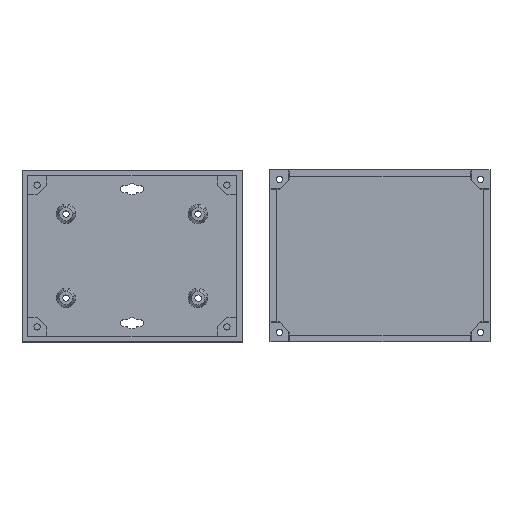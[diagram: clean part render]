
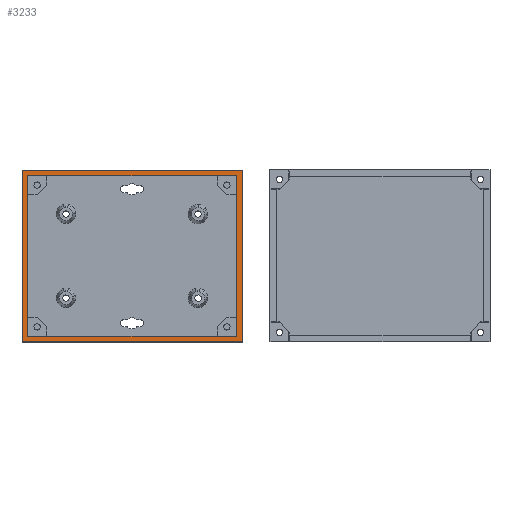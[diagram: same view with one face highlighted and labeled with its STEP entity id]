
A CAD part, top view. The second image highlights one B-rep face of the part: STEP entity #3233.
In plain terms, the highlighted planar face has unit normal (0, 0, 1).
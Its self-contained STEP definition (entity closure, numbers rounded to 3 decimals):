
#46=FACE_BOUND('',#5019,.T.);
#3233=ADVANCED_FACE('',(#4108,#46),#26231,.T.);
#4108=FACE_OUTER_BOUND('',#5018,.T.);
#5018=EDGE_LOOP('',(#8544,#8545,#8546,#8547));
#5019=EDGE_LOOP('',(#8548,#8549,#8550,#8551));
#8544=ORIENTED_EDGE('',*,*,#13624,.T.);
#8545=ORIENTED_EDGE('',*,*,#13628,.T.);
#8546=ORIENTED_EDGE('',*,*,#13627,.T.);
#8547=ORIENTED_EDGE('',*,*,#13626,.T.);
#8548=ORIENTED_EDGE('',*,*,#13625,.T.);
#8549=ORIENTED_EDGE('',*,*,#13631,.T.);
#8550=ORIENTED_EDGE('',*,*,#13630,.T.);
#8551=ORIENTED_EDGE('',*,*,#13629,.T.);
#13624=EDGE_CURVE('',#23784,#23788,#18704,.T.);
#13625=EDGE_CURVE('',#23785,#23791,#18705,.T.);
#13626=EDGE_CURVE('',#23786,#23784,#18706,.T.);
#13627=EDGE_CURVE('',#23787,#23786,#18707,.T.);
#13628=EDGE_CURVE('',#23788,#23787,#18708,.T.);
#13629=EDGE_CURVE('',#23789,#23785,#18709,.T.);
#13630=EDGE_CURVE('',#23790,#23789,#18710,.T.);
#13631=EDGE_CURVE('',#23791,#23790,#18711,.T.);
#18704=B_SPLINE_CURVE_WITH_KNOTS('',1,(#38427,#38428),.UNSPECIFIED.,.F.,
 .F.,(2,2),(0.,4.575),.UNSPECIFIED.);
#18705=B_SPLINE_CURVE_WITH_KNOTS('',1,(#38429,#38430,#38431,#38432),
 .UNSPECIFIED.,.F.,.F.,(2,1,1,2),(-27.764,-27.37,-23.819,
-23.425),.UNSPECIFIED.);
#18706=B_SPLINE_CURVE_WITH_KNOTS('',1,(#38433,#38434),.UNSPECIFIED.,.F.,
 .F.,(2,2),(12.724,16.299),.UNSPECIFIED.);
#18707=B_SPLINE_CURVE_WITH_KNOTS('',1,(#38435,#38436),.UNSPECIFIED.,.F.,
 .F.,(2,2),(8.15,12.724),.UNSPECIFIED.);
#18708=B_SPLINE_CURVE_WITH_KNOTS('',1,(#38437,#38438),.UNSPECIFIED.,.F.,
 .F.,(2,2),(4.575,8.15),.UNSPECIFIED.);
#18709=B_SPLINE_CURVE_WITH_KNOTS('',1,(#38439,#38440,#38441,#38442),
 .UNSPECIFIED.,.F.,.F.,(2,1,1,2),(-15.748,-15.354,-12.803,
-12.409),.UNSPECIFIED.);
#18710=B_SPLINE_CURVE_WITH_KNOTS('',1,(#38443,#38444,#38445,#38446),
 .UNSPECIFIED.,.F.,.F.,(2,1,1,2),(-20.087,-19.693,-16.142,
-15.748),.UNSPECIFIED.);
#18711=B_SPLINE_CURVE_WITH_KNOTS('',1,(#38447,#38448,#38449,#38450),
 .UNSPECIFIED.,.F.,.F.,(2,1,1,2),(-23.425,-23.031,-20.48,
-20.087),.UNSPECIFIED.);
#23784=VERTEX_POINT('',#38419);
#23785=VERTEX_POINT('',#38420);
#23786=VERTEX_POINT('',#38421);
#23787=VERTEX_POINT('',#38422);
#23788=VERTEX_POINT('',#38423);
#23789=VERTEX_POINT('',#38424);
#23790=VERTEX_POINT('',#38425);
#23791=VERTEX_POINT('',#38426);
#26231=PLANE('',#27126);
#27126=AXIS2_PLACEMENT_3D('',#38418,#28004,$);
#28004=DIRECTION('',(0.,0.,1.));
#38418=CARTESIAN_POINT('',(0.,0.,43.));
#38419=CARTESIAN_POINT('',(0.,0.,43.));
#38420=CARTESIAN_POINT('',(3.,87.8,43.));
#38421=CARTESIAN_POINT('',(0.,90.8,43.));
#38422=CARTESIAN_POINT('',(116.2,90.8,43.));
#38423=CARTESIAN_POINT('',(116.2,0.,43.));
#38424=CARTESIAN_POINT('',(3.,3.,43.));
#38425=CARTESIAN_POINT('',(113.2,3.,43.));
#38426=CARTESIAN_POINT('',(113.2,87.8,43.));
#38427=CARTESIAN_POINT('',(0.,0.,43.));
#38428=CARTESIAN_POINT('',(116.2,0.,43.));
#38429=CARTESIAN_POINT('',(3.,87.8,43.));
#38430=CARTESIAN_POINT('',(13.,87.8,43.));
#38431=CARTESIAN_POINT('',(103.2,87.8,43.));
#38432=CARTESIAN_POINT('',(113.2,87.8,43.));
#38433=CARTESIAN_POINT('',(0.,90.8,43.));
#38434=CARTESIAN_POINT('',(0.,0.,43.));
#38435=CARTESIAN_POINT('',(116.2,90.8,43.));
#38436=CARTESIAN_POINT('',(0.,90.8,43.));
#38437=CARTESIAN_POINT('',(116.2,0.,43.));
#38438=CARTESIAN_POINT('',(116.2,90.8,43.));
#38439=CARTESIAN_POINT('',(3.,3.,43.));
#38440=CARTESIAN_POINT('',(3.,13.,43.));
#38441=CARTESIAN_POINT('',(3.,77.8,43.));
#38442=CARTESIAN_POINT('',(3.,87.8,43.));
#38443=CARTESIAN_POINT('',(113.2,3.,43.));
#38444=CARTESIAN_POINT('',(103.2,3.,43.));
#38445=CARTESIAN_POINT('',(13.,3.,43.));
#38446=CARTESIAN_POINT('',(3.,3.,43.));
#38447=CARTESIAN_POINT('',(113.2,87.8,43.));
#38448=CARTESIAN_POINT('',(113.2,77.8,43.));
#38449=CARTESIAN_POINT('',(113.2,13.,43.));
#38450=CARTESIAN_POINT('',(113.2,3.,43.));
